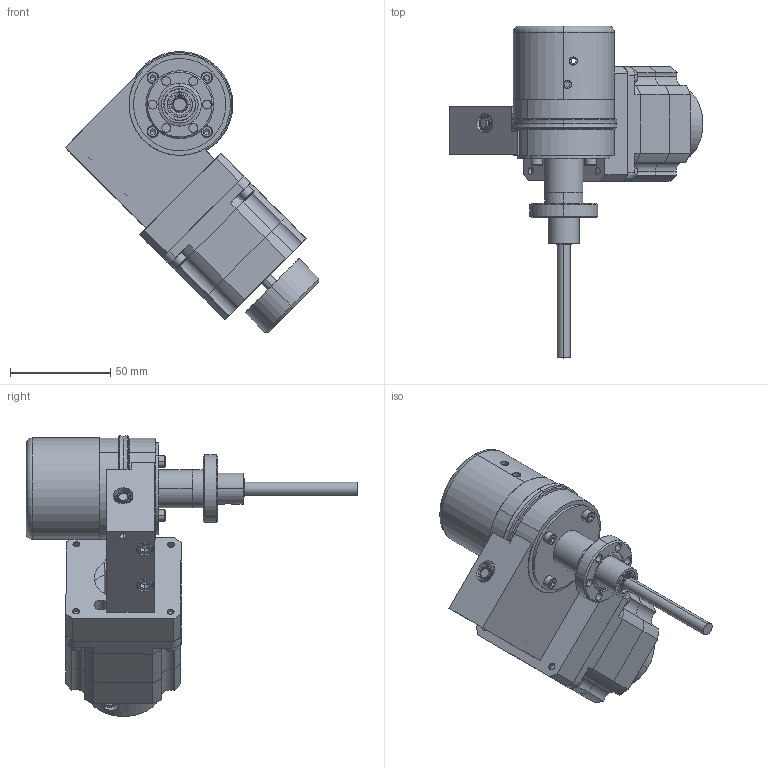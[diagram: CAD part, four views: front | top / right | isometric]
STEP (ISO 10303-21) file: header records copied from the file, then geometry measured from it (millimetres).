
FILE_DESCRIPTION (( 'STEP AP214' ), '1' );
FILE_NAME ('SN103670-01, FPRM-133-25_MS-W.STEP', '2018-02-26T15:49:52', ( '' ), ( '' ), 'SwSTEP 2.0', 'SolidWorks 2010', '' );
FILE_SCHEMA (( 'AUTOMOTIVE_DESIGN' ));
Length unit declared in the file: inch
Products named in the file (1): SN103670-01, FPRM-133-25_MS-W
Bounding box: 126.47 x 165.35 x 139.94 mm (x, y, z)
Surface area: 72904.3 mm2 (no closed solid volume)
Topology: 0 solids, 59 shells, 452 faces, 1440 edges, 1001 vertices
Faces by surface type: cylinder 208, plane 158, cone 66, torus 20
Entity records: 22610 total; most frequent: CARTESIAN_POINT 3716, DIRECTION 2984, ORIENTED_EDGE 2227, EDGE_CURVE 1420, AXIS2_PLACEMENT_3D 1155, VERTEX_POINT 1001, CIRCLE 702, LINE 674
